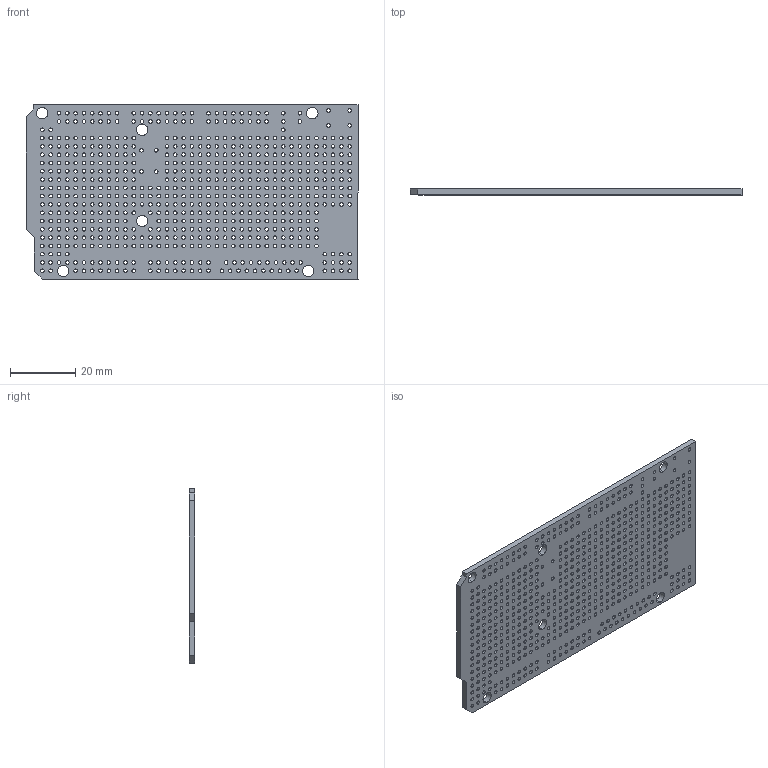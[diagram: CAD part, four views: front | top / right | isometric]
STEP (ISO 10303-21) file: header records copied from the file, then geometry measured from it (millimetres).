
FILE_DESCRIPTION (( 'STEP AP203' ), '1' );
FILE_NAME ('Arduino MEGA shield_Default_sldprt.STEP', '2023-07-18T01:01:35', ( '' ), ( '' ), 'SwSTEP 2.0', 'SolidWorks 2022', '' );
FILE_SCHEMA (( 'CONFIG_CONTROL_DESIGN' ));
Length unit declared in the file: millimetre
Products named in the file (1): Arduino MEGA shield_Default_sldprt
Bounding box: 101.6 x 1.78 x 53.34 mm (x, y, z)
Volume: 8396.1 mm3; surface area: 13951.3 mm2
Topology: 1 solids, 1 shells, 1275 faces, 3819 edges, 2546 vertices
Faces by surface type: cylinder 1264, plane 11
Entity records: 47166 total; most frequent: DIRECTION 8899, CARTESIAN_POINT 7641, ORIENTED_EDGE 7638, EDGE_CURVE 3819, AXIS2_PLACEMENT_3D 3804, VERTEX_POINT 2546, EDGE_LOOP 2539, CIRCLE 2528
